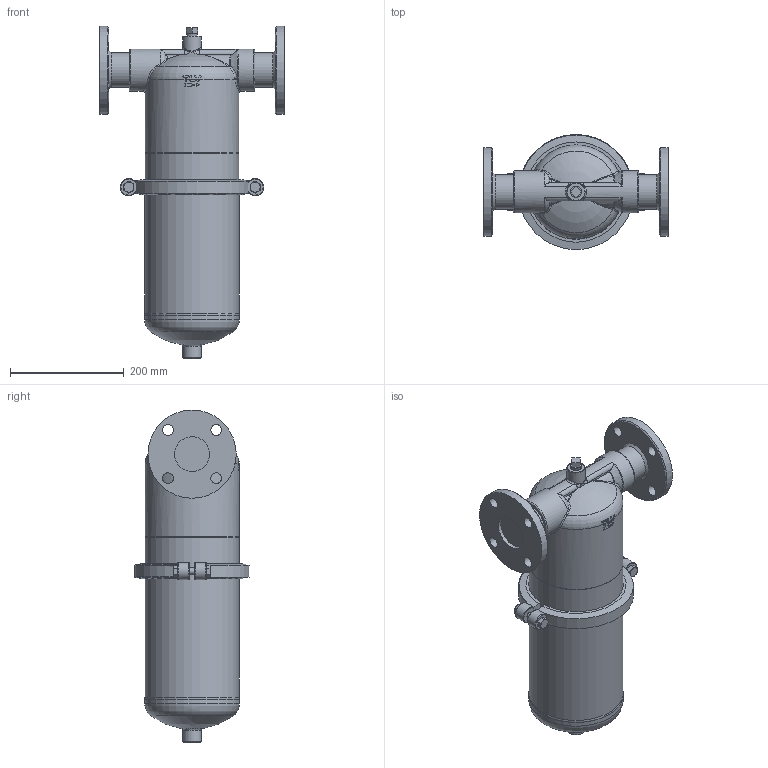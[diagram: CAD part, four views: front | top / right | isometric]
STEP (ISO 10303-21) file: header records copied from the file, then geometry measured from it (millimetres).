
FILE_DESCRIPTION((''),'2;1');
FILE_NAME('sf100-050-jis10-00.stp','2010-07-21T08:19:45',('nakaot'),(''),'Autodesk Inventor 2008','Autodesk Inventor 2008','');
FILE_SCHEMA(('AUTOMOTIVE_DESIGN { 1 0 10303 214 1 1 1 1 }'));
Length unit declared in the file: millimetre
Products named in the file (1): sf100-050-jis10-00
Bounding box: 324 x 201.57 x 583 mm (x, y, z)
Volume: 11743447.6 mm3; surface area: 466753.8 mm2
Topology: 2 solids, 2 shells, 261 faces, 650 edges, 404 vertices
Faces by surface type: bspline 97, plane 67, cylinder 46, torus 25, cone 23, sphere 3
Full cylindrical faces by diameter (mm): 12 x1, 19 x4, 32 x2, 60.5 x1, 61.1 x1, 74 x2, 155 x1, 157.5 x1, 164 x1, 165 x2, 165.2 x1, 165.8 x1
Entity records: 11830 total; most frequent: CARTESIAN_POINT 6520, ORIENTED_EDGE 1166, DIRECTION 920, EDGE_CURVE 583, AXIS2_PLACEMENT_3D 392, VERTEX_POINT 389, EDGE_LOOP 342, FACE_OUTER_BOUND 261
